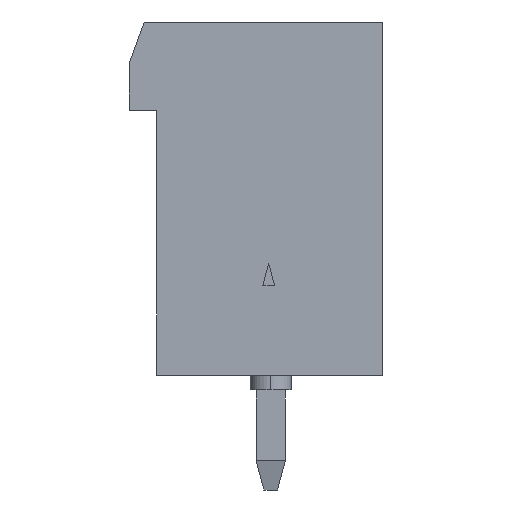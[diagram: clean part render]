
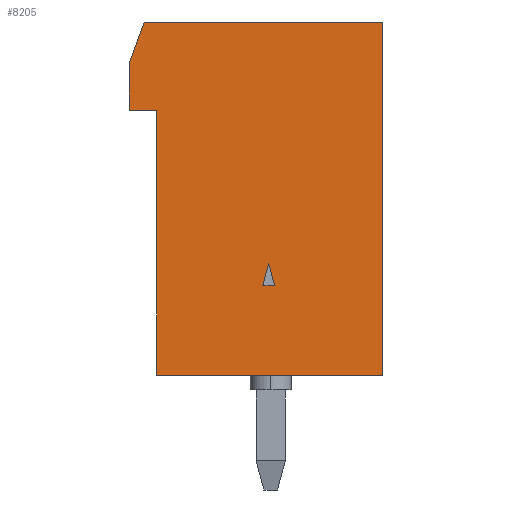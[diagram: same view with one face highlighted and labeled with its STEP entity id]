
A CAD part, left-side view. The second image highlights one B-rep face of the part: STEP entity #8205.
In plain terms, the highlighted planar face has unit normal (-1, 0, 0).
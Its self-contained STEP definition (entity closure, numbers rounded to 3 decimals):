
#6546=CARTESIAN_POINT('',(-16.24,4.8,10.626));
#6547=VERTEX_POINT('',#6546);
#6564=CARTESIAN_POINT('',(-16.24,4.8,9.));
#6565=VERTEX_POINT('',#6564);
#6572=CARTESIAN_POINT('',(-16.24,4.8,10.626));
#6573=DIRECTION('',(0.0,0.0,-1.0));
#6574=VECTOR('',#6573,1.626);
#6575=LINE('',#6572,#6574);
#6576=EDGE_CURVE('',#6547,#6565,#6575,.T.);
#6595=CARTESIAN_POINT('',(-16.24,3.87,9.));
#6596=VERTEX_POINT('',#6595);
#6603=CARTESIAN_POINT('',(-16.24,4.8,9.));
#6604=DIRECTION('',(0.0,-1.0,0.0));
#6605=VECTOR('',#6604,0.93);
#6606=LINE('',#6603,#6605);
#6607=EDGE_CURVE('',#6565,#6596,#6606,.T.);
#6672=CARTESIAN_POINT('',(-16.24,-3.8,12.));
#6673=VERTEX_POINT('',#6672);
#6779=CARTESIAN_POINT('',(-16.24,4.3,12.));
#6780=VERTEX_POINT('',#6779);
#6787=CARTESIAN_POINT('',(-16.24,-3.8,12.));
#6788=DIRECTION('',(0.0,1.0,0.0));
#6789=VECTOR('',#6788,8.1);
#6790=LINE('',#6787,#6789);
#6791=EDGE_CURVE('',#6673,#6780,#6790,.T.);
#6802=CARTESIAN_POINT('',(-16.24,4.3,12.));
#6803=DIRECTION('',(0.0,0.342,-0.94));
#6804=VECTOR('',#6803,1.462);
#6805=LINE('',#6802,#6804);
#6806=EDGE_CURVE('',#6780,#6547,#6805,.T.);
#7704=CARTESIAN_POINT('',(-16.24,-3.8,0.));
#7705=VERTEX_POINT('',#7704);
#7706=CARTESIAN_POINT('',(-16.24,-3.8,0.));
#7707=DIRECTION('',(0.0,0.0,1.0));
#7708=VECTOR('',#7707,12.);
#7709=LINE('',#7706,#7708);
#7710=EDGE_CURVE('',#7705,#6673,#7709,.T.);
#8085=CARTESIAN_POINT('',(-16.24,3.87,0.));
#8086=VERTEX_POINT('',#8085);
#8087=CARTESIAN_POINT('',(-16.24,3.87,0.));
#8088=DIRECTION('',(0.0,-1.0,0.0));
#8089=VECTOR('',#8088,7.67);
#8090=LINE('',#8087,#8089);
#8091=EDGE_CURVE('',#8086,#7705,#8090,.T.);
#8160=CARTESIAN_POINT('',(-16.24,-4.23,-0.6));
#8161=DIRECTION('',(-1.0,0.0,0.0));
#8162=DIRECTION('',(0.0,0.0,1.0));
#8163=AXIS2_PLACEMENT_3D('',#8160,#8161,#8162);
#8164=PLANE('',#8163);
#8165=CARTESIAN_POINT('',(-16.24,3.87,9.));
#8166=DIRECTION('',(0.0,0.0,-1.0));
#8167=VECTOR('',#8166,9.);
#8168=LINE('',#8165,#8167);
#8169=EDGE_CURVE('',#6596,#8086,#8168,.T.);
#8170=ORIENTED_EDGE('',*,*,#8169,.T.);
#8171=ORIENTED_EDGE('',*,*,#8091,.T.);
#8172=ORIENTED_EDGE('',*,*,#7710,.T.);
#8173=ORIENTED_EDGE('',*,*,#6791,.T.);
#8174=ORIENTED_EDGE('',*,*,#6806,.T.);
#8175=ORIENTED_EDGE('',*,*,#6576,.T.);
#8176=ORIENTED_EDGE('',*,*,#6607,.T.);
#8177=EDGE_LOOP('',(#8170,#8171,#8172,#8173,#8174,#8175,#8176));
#8178=FACE_OUTER_BOUND('',#8177,.T.);
#8179=CARTESIAN_POINT('',(-16.24,-0.131,3.05));
#8180=VERTEX_POINT('',#8179);
#8181=CARTESIAN_POINT('',(-16.24,0.07,3.8));
#8182=VERTEX_POINT('',#8181);
#8183=CARTESIAN_POINT('',(-16.24,-0.131,3.05));
#8184=DIRECTION('',(0.0,0.259,0.966));
#8185=VECTOR('',#8184,0.776);
#8186=LINE('',#8183,#8185);
#8187=EDGE_CURVE('',#8180,#8182,#8186,.T.);
#8188=ORIENTED_EDGE('',*,*,#8187,.F.);
#8189=CARTESIAN_POINT('',(-16.24,0.271,3.05));
#8190=VERTEX_POINT('',#8189);
#8191=CARTESIAN_POINT('',(-16.24,0.271,3.05));
#8192=DIRECTION('',(0.0,-1.0,0.0));
#8193=VECTOR('',#8192,0.402);
#8194=LINE('',#8191,#8193);
#8195=EDGE_CURVE('',#8190,#8180,#8194,.T.);
#8196=ORIENTED_EDGE('',*,*,#8195,.F.);
#8197=CARTESIAN_POINT('',(-16.24,0.07,3.8));
#8198=DIRECTION('',(0.0,0.259,-0.966));
#8199=VECTOR('',#8198,0.776);
#8200=LINE('',#8197,#8199);
#8201=EDGE_CURVE('',#8182,#8190,#8200,.T.);
#8202=ORIENTED_EDGE('',*,*,#8201,.F.);
#8203=EDGE_LOOP('',(#8188,#8196,#8202));
#8204=FACE_BOUND('',#8203,.T.);
#8205=ADVANCED_FACE('',(#8178,#8204),#8164,.T.);
